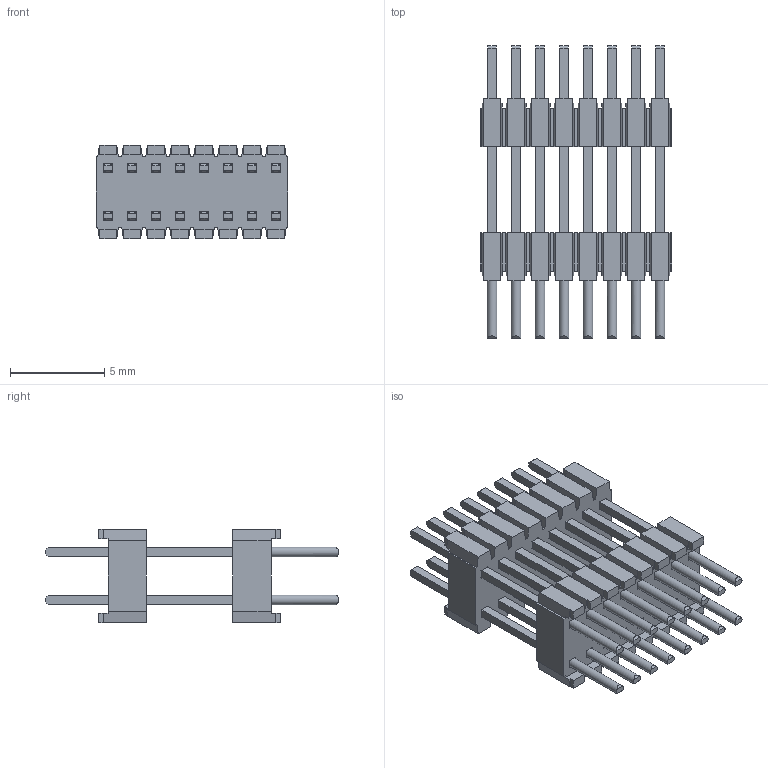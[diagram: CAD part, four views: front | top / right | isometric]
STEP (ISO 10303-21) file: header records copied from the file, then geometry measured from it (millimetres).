
FILE_DESCRIPTION(/* description */ ('STEP AP214'),/* implementation_level */ '2;1');
FILE_NAME(/* name */ 'DWM-08-55-L-D-380',/* time_stamp */ '2023-08-02T20:48:31+02:00',/* author */ ('License CC BY-ND 4.0'),/* organization */ ('CADENAS'),/* preprocessor_version */ 'ST-DEVELOPER v19.3',/* originating_system */ 'PARTsolutions',/* authorisation */ ' ');
FILE_SCHEMA (('AUTOMOTIVE_DESIGN {1 0 10303 214 3 1 1}'));
Length unit declared in the file: inch
Products named in the file (3): DWM-08-55-L-D-380; DWM-108-D_stacker; T-1M6-08-55-D-380_DWM
Assembly tree (3 placements, depth 2):
  DWM-08-55-L-D-380
    DWM-108-D_stacker  x2
    T-1M6-08-55-D-380_DWM
Bounding box: 10.16 x 15.49 x 4.98 mm (x, y, z)
Volume: 253.1 mm3; surface area: 1020.1 mm2
Topology: 3 solids, 3 shells, 694 faces, 2028 edges, 1340 vertices
Faces by surface type: plane 678, cylinder 16
Full cylindrical faces by diameter (mm): 0.508 x16
Entity records: 14910 total; most frequent: CARTESIAN_POINT 2648, ORIENTED_EDGE 2624, DIRECTION 2332, EDGE_CURVE 1312, LINE 1228, VECTOR 1228, VERTEX_POINT 868, AXIS2_PLACEMENT_3D 552
